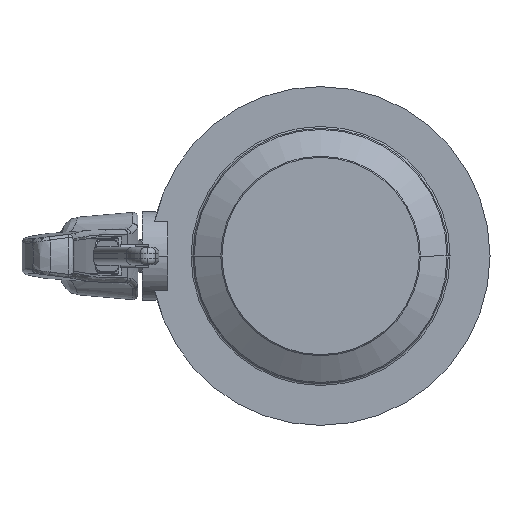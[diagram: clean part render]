
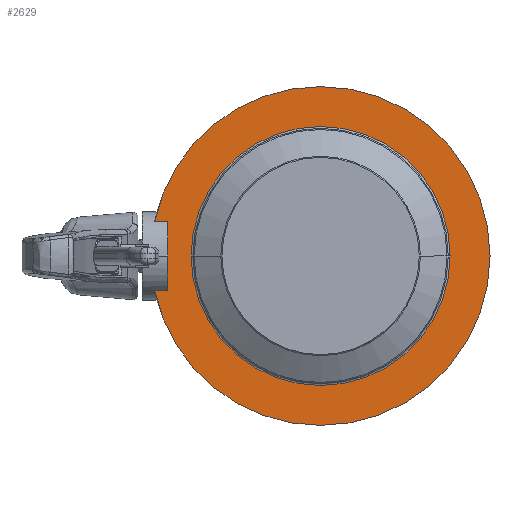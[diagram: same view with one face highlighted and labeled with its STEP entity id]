
A CAD part, left-side view. The second image highlights one B-rep face of the part: STEP entity #2629.
In plain terms, the highlighted planar face has unit normal (-1, 0, 0).
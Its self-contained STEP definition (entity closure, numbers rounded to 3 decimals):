
#762 = CIRCLE ( 'NONE', #766, 55.8 ) ;
#766 = AXIS2_PLACEMENT_3D ( 'NONE', #5544, #5545, #5546 ) ;
#777 = CIRCLE ( 'NONE', #778, 73. ) ;
#778 = AXIS2_PLACEMENT_3D ( 'NONE', #5727, #5728, #5729 ) ;
#835 = CIRCLE ( 'NONE', #837, 73. ) ;
#837 = AXIS2_PLACEMENT_3D ( 'NONE', #6542, #6543, #6544 ) ;
#849 = VECTOR ( 'NONE', #6608, 1000. ) ;
#864 = CIRCLE ( 'NONE', #867, 55.8 ) ;
#867 = AXIS2_PLACEMENT_3D ( 'NONE', #6733, #6734, #6735 ) ;
#974 = VECTOR ( 'NONE', #7391, 1000. ) ;
#992 = CIRCLE ( 'NONE', #1000, 73. ) ;
#1000 = AXIS2_PLACEMENT_3D ( 'NONE', #7670, #7671, #7672 ) ;
#1014 = VECTOR ( 'NONE', #7952, 1000. ) ;
#1295 = VERTEX_POINT ( 'NONE', #3658 ) ;
#1296 = VERTEX_POINT ( 'NONE', #3659 ) ;
#1297 = VERTEX_POINT ( 'NONE', #3660 ) ;
#1298 = VERTEX_POINT ( 'NONE', #3661 ) ;
#1304 = VERTEX_POINT ( 'NONE', #3667 ) ;
#1318 = VERTEX_POINT ( 'NONE', #3681 ) ;
#1320 = VERTEX_POINT ( 'NONE', #3683 ) ;
#1357 = VERTEX_POINT ( 'NONE', #3720 ) ;
#1933 = ORIENTED_EDGE ( 'NONE', *, *, #2372, .T. ) ;
#2305 = EDGE_CURVE ( 'NONE', #1304, #1357, #762, .T. ) ;
#2320 = EDGE_CURVE ( 'NONE', #1297, #1318, #777, .T. ) ;
#2372 = EDGE_CURVE ( 'NONE', #1298, #1297, #835, .T. ) ;
#2383 = EDGE_CURVE ( 'NONE', #1318, #1320, #6604, .T. ) ;
#2395 = EDGE_CURVE ( 'NONE', #1357, #1304, #864, .T. ) ;
#2512 = EDGE_CURVE ( 'NONE', #1320, #1296, #7389, .T. ) ;
#2535 = EDGE_CURVE ( 'NONE', #1295, #1298, #992, .T. ) ;
#2557 = EDGE_CURVE ( 'NONE', #1296, #1295, #7950, .T. ) ;
#2629 = ADVANCED_FACE ( 'NONE', ( #8966, #8960 ), #8968, .F. ) ;
#2761 = ORIENTED_EDGE ( 'NONE', *, *, #2557, .T. ) ;
#2890 = ORIENTED_EDGE ( 'NONE', *, *, #2320, .T. ) ;
#2899 = ORIENTED_EDGE ( 'NONE', *, *, #2535, .T. ) ;
#2904 = ORIENTED_EDGE ( 'NONE', *, *, #2395, .T. ) ;
#2945 = ORIENTED_EDGE ( 'NONE', *, *, #2305, .T. ) ;
#2949 = ORIENTED_EDGE ( 'NONE', *, *, #2383, .T. ) ;
#2963 = ORIENTED_EDGE ( 'NONE', *, *, #2512, .T. ) ;
#3121 = EDGE_LOOP ( 'NONE', ( #2949, #2963, #2761, #2899, #1933, #2890 ) ) ;
#3139 = EDGE_LOOP ( 'NONE', ( #2904, #2945 ) ) ;
#3658 = CARTESIAN_POINT ( 'NONE',  ( -12., 71.498, -14.731 ) ) ;
#3659 = CARTESIAN_POINT ( 'NONE',  ( -12., 65.79, -14.731 ) ) ;
#3660 = CARTESIAN_POINT ( 'NONE',  ( -12., 0., 73. ) ) ;
#3661 = CARTESIAN_POINT ( 'NONE',  ( -12., 0., -73. ) ) ;
#3667 = CARTESIAN_POINT ( 'NONE',  ( -12., -55.8, 0. ) ) ;
#3681 = CARTESIAN_POINT ( 'NONE',  ( -12., 71.498, 14.731 ) ) ;
#3683 = CARTESIAN_POINT ( 'NONE',  ( -12., 65.79, 14.731 ) ) ;
#3720 = CARTESIAN_POINT ( 'NONE',  ( -12., 55.8, 0. ) ) ;
#5544 = CARTESIAN_POINT ( 'NONE',  ( -12., 0., 0. ) ) ;
#5545 = DIRECTION ( 'NONE',  ( 1., 0., 0. ) ) ;
#5546 = DIRECTION ( 'NONE',  ( 0., 1., 0. ) ) ;
#5727 = CARTESIAN_POINT ( 'NONE',  ( -12., 0., 0. ) ) ;
#5728 = DIRECTION ( 'NONE',  ( -1., 0., 0. ) ) ;
#5729 = DIRECTION ( 'NONE',  ( 0., 0., -1. ) ) ;
#6542 = CARTESIAN_POINT ( 'NONE',  ( -12., 0., 0. ) ) ;
#6543 = DIRECTION ( 'NONE',  ( -1., 0., 0. ) ) ;
#6544 = DIRECTION ( 'NONE',  ( 0., 0., -1. ) ) ;
#6592 = CARTESIAN_POINT ( 'NONE',  ( -12., 12.05, 14.731 ) ) ;
#6604 = LINE ( 'NONE', #6592, #849 ) ;
#6608 = DIRECTION ( 'NONE',  ( 0., -1., 0. ) ) ;
#6733 = CARTESIAN_POINT ( 'NONE',  ( -12., 0., 0. ) ) ;
#6734 = DIRECTION ( 'NONE',  ( 1., 0., 0. ) ) ;
#6735 = DIRECTION ( 'NONE',  ( 0., 1., 0. ) ) ;
#7389 = LINE ( 'NONE', #7390, #974 ) ;
#7390 = CARTESIAN_POINT ( 'NONE',  ( -12., 65.79, 55. ) ) ;
#7391 = DIRECTION ( 'NONE',  ( 0., 0., -1. ) ) ;
#7670 = CARTESIAN_POINT ( 'NONE',  ( -12., 0., 0. ) ) ;
#7671 = DIRECTION ( 'NONE',  ( -1., 0., 0. ) ) ;
#7672 = DIRECTION ( 'NONE',  ( 0., 0., -1. ) ) ;
#7950 = LINE ( 'NONE', #7951, #1014 ) ;
#7951 = CARTESIAN_POINT ( 'NONE',  ( -12., 12.05, -14.731 ) ) ;
#7952 = DIRECTION ( 'NONE',  ( 0., 1., 0. ) ) ;
#8960 = FACE_BOUND ( 'NONE', #3139, .T. ) ;
#8962 = DIRECTION ( 'NONE',  ( 1., 0., 0. ) ) ;
#8965 = CARTESIAN_POINT ( 'NONE',  ( -12., 0., 55. ) ) ;
#8966 = FACE_OUTER_BOUND ( 'NONE', #3121, .T. ) ;
#8968 = PLANE ( 'NONE',  #9150 ) ;
#8970 = DIRECTION ( 'NONE',  ( 0., 1., 0. ) ) ;
#9150 = AXIS2_PLACEMENT_3D ( 'NONE', #8965, #8962, #8970 ) ;
